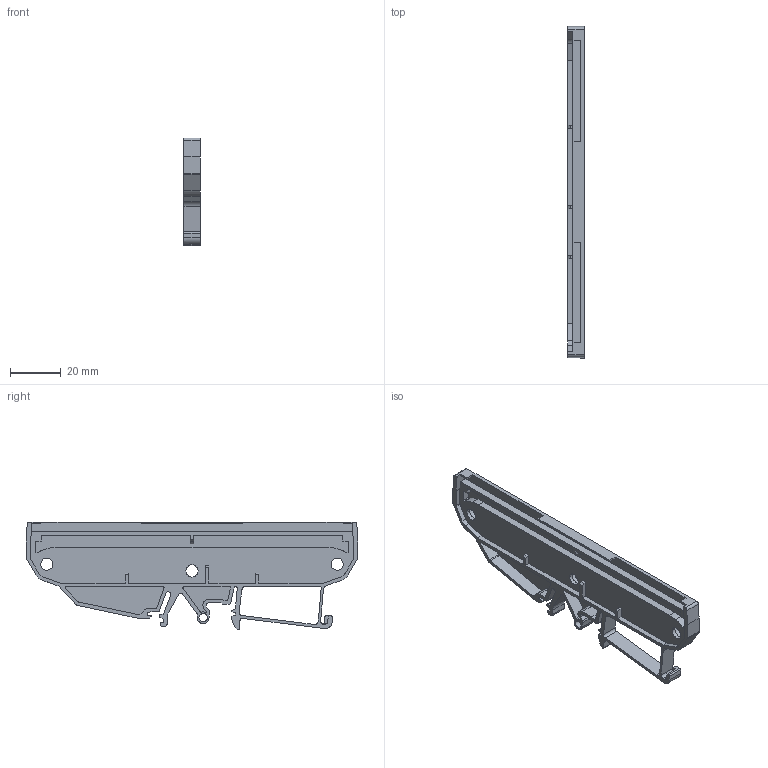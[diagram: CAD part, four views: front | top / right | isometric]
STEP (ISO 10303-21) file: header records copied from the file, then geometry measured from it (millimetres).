
FILE_DESCRIPTION(('CATIA V5 STEP Exchange','CAx-IF Rec.Pracs.--- Model Styling and Organization---1.4--- 2014-01-23'),'2;1');
FILE_NAME ('D1395752_1', '2019-10-29T13:27:03+00:00', ('none'), ('Weidmueller'), 'CATIA Version 5-6 Release 2016 SP3 HF44', 'CATIA V5 STEP AP214', 'none');
FILE_SCHEMA(('AUTOMOTIVE_DESIGN { 1 0 10303 214 1 1 1 1 }'));
Length unit declared in the file: millimetre
Products named in the file (1): 1020650000
Bounding box: 6.4 x 130.8 x 42.55 mm (x, y, z)
Volume: 13307.3 mm3; surface area: 13236.9 mm2
Topology: 1 solids, 1 shells, 226 faces, 652 edges, 434 vertices
Faces by surface type: plane 136, cylinder 72, extrusion 18
Entity records: 7688 total; most frequent: CARTESIAN_POINT 1783, ORIENTED_EDGE 1304, DIRECTION 924, EDGE_CURVE 652, VECTOR 474, LINE 456, VERTEX_POINT 434, AXIS2_PLACEMENT_3D 271
